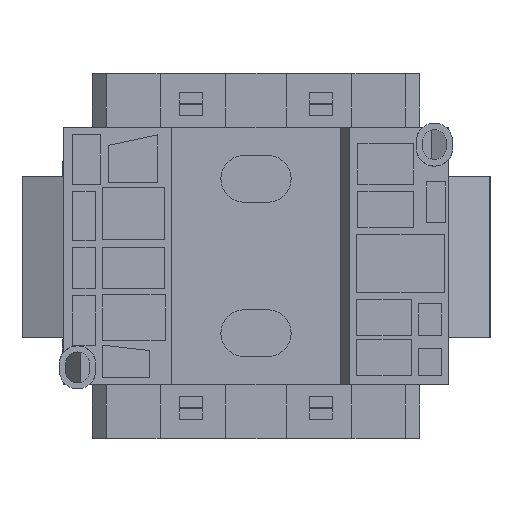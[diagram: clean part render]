
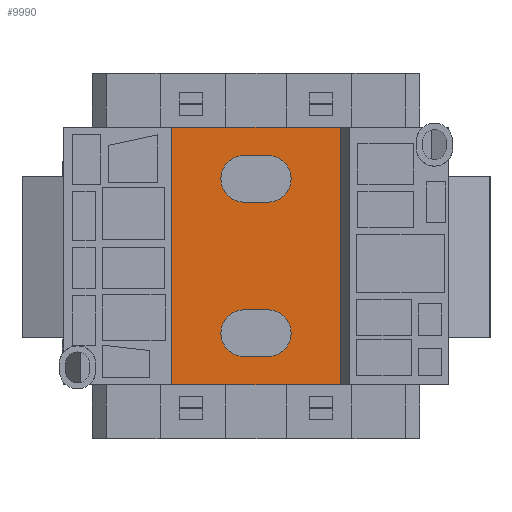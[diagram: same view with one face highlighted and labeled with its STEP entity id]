
A CAD part, left-side view. The second image highlights one B-rep face of the part: STEP entity #9990.
In plain terms, the highlighted planar face has unit normal (-1, 0, 0).
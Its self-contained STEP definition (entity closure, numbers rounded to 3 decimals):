
#67 = CARTESIAN_POINT ( 'NONE',  ( -44.2, -18., -27.5 ) ) ;
#448 = ORIENTED_EDGE ( 'NONE', *, *, #30091, .F. ) ;
#816 = AXIS2_PLACEMENT_3D ( 'NONE', #5688, #23025, #3287 ) ;
#883 = CARTESIAN_POINT ( 'NONE',  ( -44.2, 18., -27.5 ) ) ;
#908 = CARTESIAN_POINT ( 'NONE',  ( -44.2, 2.5, -16.5 ) ) ;
#2351 = CARTESIAN_POINT ( 'NONE',  ( -44.2, 2.5, -11.5 ) ) ;
#2408 = VERTEX_POINT ( 'NONE', #11407 ) ;
#3287 = DIRECTION ( 'NONE',  ( 0., 0., -1. ) ) ;
#3337 = CARTESIAN_POINT ( 'NONE',  ( -44.2, 18., 27.5 ) ) ;
#3500 = CARTESIAN_POINT ( 'NONE',  ( -44.2, 2.5, 11.5 ) ) ;
#4063 = ORIENTED_EDGE ( 'NONE', *, *, #29262, .T. ) ;
#4437 = EDGE_LOOP ( 'NONE', ( #15701, #448, #14995, #5887 ) ) ;
#4460 = VERTEX_POINT ( 'NONE', #5459 ) ;
#5124 = CIRCLE ( 'NONE', #816, 5. ) ;
#5268 = CARTESIAN_POINT ( 'NONE',  ( -44.2, 2.5, -21.5 ) ) ;
#5459 = CARTESIAN_POINT ( 'NONE',  ( -44.2, 18., -27.5 ) ) ;
#5613 = EDGE_CURVE ( 'NONE', #21090, #28660, #5124, .T. ) ;
#5687 = CARTESIAN_POINT ( 'NONE',  ( -44.2, 18., 27.5 ) ) ;
#5688 = CARTESIAN_POINT ( 'NONE',  ( -44.2, -2.5, 16.5 ) ) ;
#5695 = CARTESIAN_POINT ( 'NONE',  ( -44.2, -18., 27.5 ) ) ;
#5804 = DIRECTION ( 'NONE',  ( 0., 0., -1. ) ) ;
#5870 = DIRECTION ( 'NONE',  ( 0., 0., 1. ) ) ;
#5887 = ORIENTED_EDGE ( 'NONE', *, *, #5613, .F. ) ;
#6016 = CIRCLE ( 'NONE', #16238, 5. ) ;
#6719 = ORIENTED_EDGE ( 'NONE', *, *, #8220, .F. ) ;
#7038 = ORIENTED_EDGE ( 'NONE', *, *, #9534, .F. ) ;
#7728 = EDGE_CURVE ( 'NONE', #12873, #9015, #31752, .T. ) ;
#8029 = LINE ( 'NONE', #29352, #21652 ) ;
#8220 = EDGE_CURVE ( 'NONE', #2408, #31288, #10336, .T. ) ;
#8227 = CARTESIAN_POINT ( 'NONE',  ( -44.2, -2.5, -16.5 ) ) ;
#8430 = DIRECTION ( 'NONE',  ( -1., 0., 0. ) ) ;
#8954 = VERTEX_POINT ( 'NONE', #2351 ) ;
#9015 = VERTEX_POINT ( 'NONE', #5695 ) ;
#9534 = EDGE_CURVE ( 'NONE', #8954, #2408, #6016, .T. ) ;
#9990 = ADVANCED_FACE ( 'NONE', ( #14083, #25006, #31597 ), #22826, .F. ) ;
#10336 = LINE ( 'NONE', #5268, #22781 ) ;
#10506 = CARTESIAN_POINT ( 'NONE',  ( -44.2, -2.5, -11.5 ) ) ;
#10601 = EDGE_CURVE ( 'NONE', #31288, #30787, #26913, .T. ) ;
#10667 = VERTEX_POINT ( 'NONE', #30688 ) ;
#10834 = CARTESIAN_POINT ( 'NONE',  ( -44.2, -2.5, 21.5 ) ) ;
#11093 = VECTOR ( 'NONE', #24541, 1000. ) ;
#11407 = CARTESIAN_POINT ( 'NONE',  ( -44.2, 2.5, -21.5 ) ) ;
#11625 = DIRECTION ( 'NONE',  ( 0., 0., 1. ) ) ;
#12186 = VERTEX_POINT ( 'NONE', #3500 ) ;
#12192 = DIRECTION ( 'NONE',  ( -1., 0., 0. ) ) ;
#12545 = ORIENTED_EDGE ( 'NONE', *, *, #16628, .F. ) ;
#12620 = CARTESIAN_POINT ( 'NONE',  ( -44.2, 2.5, 16.5 ) ) ;
#12873 = VERTEX_POINT ( 'NONE', #22078 ) ;
#13015 = AXIS2_PLACEMENT_3D ( 'NONE', #12620, #12192, #17300 ) ;
#13577 = DIRECTION ( 'NONE',  ( -1., 0., 0. ) ) ;
#14083 = FACE_BOUND ( 'NONE', #4437, .T. ) ;
#14377 = CIRCLE ( 'NONE', #13015, 5. ) ;
#14405 = CARTESIAN_POINT ( 'NONE',  ( -44.2, 18., -27.5 ) ) ;
#14462 = DIRECTION ( 'NONE',  ( 0., 1., 0. ) ) ;
#14995 = ORIENTED_EDGE ( 'NONE', *, *, #25031, .F. ) ;
#15082 = LINE ( 'NONE', #18702, #27538 ) ;
#15701 = ORIENTED_EDGE ( 'NONE', *, *, #28750, .F. ) ;
#16105 = ORIENTED_EDGE ( 'NONE', *, *, #19628, .F. ) ;
#16182 = VECTOR ( 'NONE', #23761, 1000. ) ;
#16238 = AXIS2_PLACEMENT_3D ( 'NONE', #908, #13577, #18279 ) ;
#16628 = EDGE_CURVE ( 'NONE', #12873, #4460, #29389, .T. ) ;
#17300 = DIRECTION ( 'NONE',  ( 0., 0., 1. ) ) ;
#17625 = ORIENTED_EDGE ( 'NONE', *, *, #7728, .T. ) ;
#18279 = DIRECTION ( 'NONE',  ( 0., 0., -1. ) ) ;
#18296 = CARTESIAN_POINT ( 'NONE',  ( -44.2, -2.5, -21.5 ) ) ;
#18702 = CARTESIAN_POINT ( 'NONE',  ( -44.2, 2.5, 11.5 ) ) ;
#19224 = AXIS2_PLACEMENT_3D ( 'NONE', #8227, #8430, #5870 ) ;
#19628 = EDGE_CURVE ( 'NONE', #30787, #8954, #27574, .T. ) ;
#20865 = CARTESIAN_POINT ( 'NONE',  ( -44.2, -2.5, 11.5 ) ) ;
#21090 = VERTEX_POINT ( 'NONE', #20865 ) ;
#21285 = ORIENTED_EDGE ( 'NONE', *, *, #28819, .F. ) ;
#21295 = LINE ( 'NONE', #31273, #30993 ) ;
#21311 = DIRECTION ( 'NONE',  ( 0., -1., 0. ) ) ;
#21652 = VECTOR ( 'NONE', #14462, 1000. ) ;
#22078 = CARTESIAN_POINT ( 'NONE',  ( -44.2, -18., -27.5 ) ) ;
#22611 = DIRECTION ( 'NONE',  ( 0., -1., 0. ) ) ;
#22781 = VECTOR ( 'NONE', #22611, 1000. ) ;
#22826 = PLANE ( 'NONE',  #27540 ) ;
#23025 = DIRECTION ( 'NONE',  ( -1., 0., 0. ) ) ;
#23218 = ORIENTED_EDGE ( 'NONE', *, *, #10601, .F. ) ;
#23238 = EDGE_LOOP ( 'NONE', ( #4063, #21285, #12545, #17625 ) ) ;
#23588 = VERTEX_POINT ( 'NONE', #3337 ) ;
#23761 = DIRECTION ( 'NONE',  ( 0., 1., 0. ) ) ;
#24120 = DIRECTION ( 'NONE',  ( 0., 1., 0. ) ) ;
#24541 = DIRECTION ( 'NONE',  ( 0., 1., 0. ) ) ;
#25006 = FACE_BOUND ( 'NONE', #27699, .T. ) ;
#25031 = EDGE_CURVE ( 'NONE', #28660, #10667, #8029, .T. ) ;
#26913 = CIRCLE ( 'NONE', #19224, 5. ) ;
#26951 = CARTESIAN_POINT ( 'NONE',  ( -44.2, 2.5, -11.5 ) ) ;
#27538 = VECTOR ( 'NONE', #21311, 1000. ) ;
#27540 = AXIS2_PLACEMENT_3D ( 'NONE', #883, #28120, #5804 ) ;
#27574 = LINE ( 'NONE', #26951, #31848 ) ;
#27699 = EDGE_LOOP ( 'NONE', ( #6719, #7038, #16105, #23218 ) ) ;
#27848 = VECTOR ( 'NONE', #29781, 1000. ) ;
#27859 = LINE ( 'NONE', #5687, #16182 ) ;
#28120 = DIRECTION ( 'NONE',  ( 1., 0., 0. ) ) ;
#28660 = VERTEX_POINT ( 'NONE', #10834 ) ;
#28750 = EDGE_CURVE ( 'NONE', #12186, #21090, #15082, .T. ) ;
#28819 = EDGE_CURVE ( 'NONE', #4460, #23588, #21295, .T. ) ;
#29262 = EDGE_CURVE ( 'NONE', #9015, #23588, #27859, .T. ) ;
#29352 = CARTESIAN_POINT ( 'NONE',  ( -44.2, 2.5, 21.5 ) ) ;
#29389 = LINE ( 'NONE', #14405, #11093 ) ;
#29781 = DIRECTION ( 'NONE',  ( 0., 0., 1. ) ) ;
#30091 = EDGE_CURVE ( 'NONE', #10667, #12186, #14377, .T. ) ;
#30688 = CARTESIAN_POINT ( 'NONE',  ( -44.2, 2.5, 21.5 ) ) ;
#30787 = VERTEX_POINT ( 'NONE', #10506 ) ;
#30993 = VECTOR ( 'NONE', #11625, 1000. ) ;
#31273 = CARTESIAN_POINT ( 'NONE',  ( -44.2, 18., -27.5 ) ) ;
#31288 = VERTEX_POINT ( 'NONE', #18296 ) ;
#31597 = FACE_OUTER_BOUND ( 'NONE', #23238, .T. ) ;
#31752 = LINE ( 'NONE', #67, #27848 ) ;
#31848 = VECTOR ( 'NONE', #24120, 1000. ) ;
